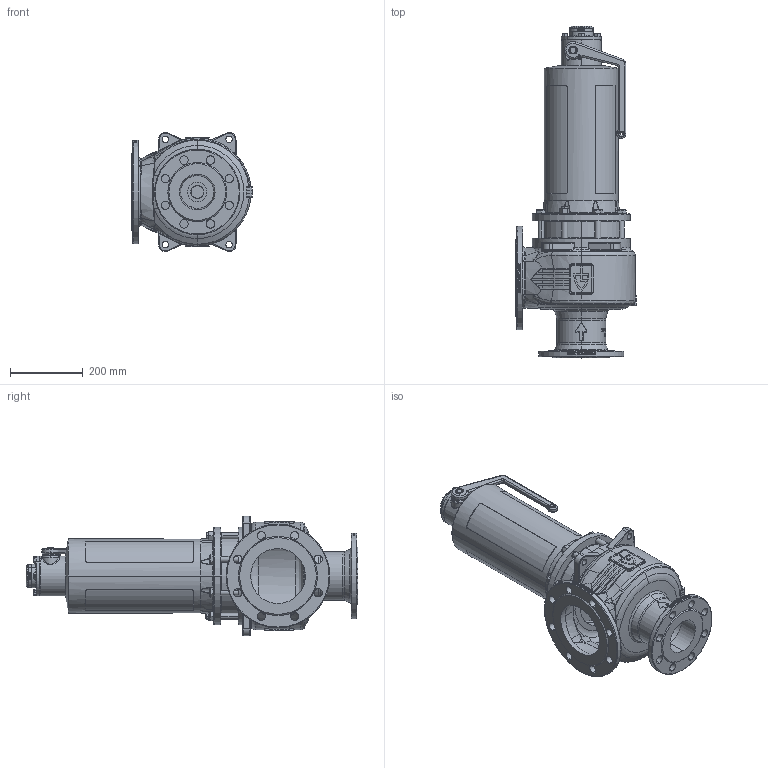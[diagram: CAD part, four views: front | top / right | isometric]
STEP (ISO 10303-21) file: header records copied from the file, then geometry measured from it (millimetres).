
FILE_DESCRIPTION (( 'STEP AP214' ), '1' );
FILE_NAME ('355TBGFL_100_FLFL_100150_MD.STEP', '2020-07-29T14:00:41', ( '' ), ( '' ), 'SwSTEP 2.0', 'SolidWorks 2020', '' );
FILE_SCHEMA (( 'AUTOMOTIVE_DESIGN' ));
Length unit declared in the file: millimetre
Products named in the file (1): 355TBGFL_100_FLFL_100150_MD
Bounding box: 331 x 913 x 327.98 mm (x, y, z)
Volume: 8940982.3 mm3; surface area: 1790448 mm2
Topology: 27 solids, 27 shells, 3225 faces, 8137 edges, 5126 vertices
Faces by surface type: plane 1126, bspline 917, cylinder 688, cone 288, torus 188, sphere 18
Entity records: 248398 total; most frequent: CARTESIAN_POINT 141910, ORIENTED_EDGE 16128, DIRECTION 12560, EDGE_CURVE 8064, VERTEX_POINT 5126, AXIS2_PLACEMENT_3D 5017, EDGE_LOOP 3572, UNCERTAINTY_MEASURE_WITH_UNIT 3245
